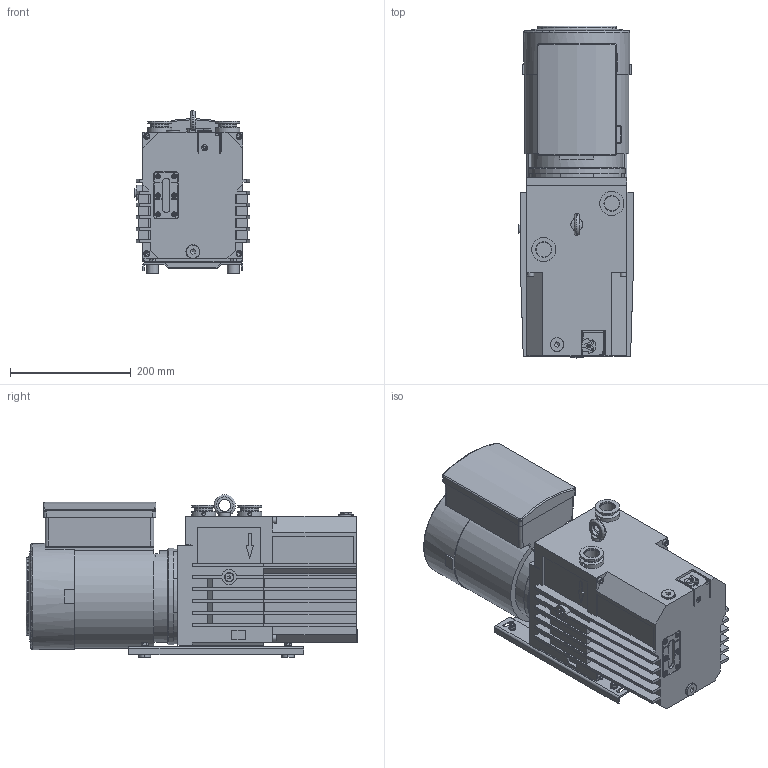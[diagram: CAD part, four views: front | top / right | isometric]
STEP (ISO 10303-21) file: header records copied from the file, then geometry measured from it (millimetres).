
FILE_DESCRIPTION((''),'2;1');
FILE_NAME('PK900247_SW.stp','2010-11-26T10:11:56',('WILLIG'),(''),'Autodesk Inventor 2009','Autodesk Inventor 2009','');
FILE_SCHEMA(('CONFIG_CONTROL_DESIGN'));
Length unit declared in the file: millimetre
Products named in the file (1): PK900247_SW
Bounding box: 191 x 550.5 x 270 mm (x, y, z)
Volume: 17244407.9 mm3; surface area: 798956.7 mm2
Topology: 71 solids, 71 shells, 1408 faces, 3425 edges, 2245 vertices
Faces by surface type: plane 820, cylinder 281, bspline 161, cone 101, torus 45
Full cylindrical faces by diameter (mm): 2.693 x1, 3 x2, 4 x8, 5 x4, 5.3 x3, 5.54 x1, 6 x8, 6.4 x8, 7 x7, 7.53 x1, 8 x4, 8.5 x4, 9 x2, 10 x12, 12 x8, 14 x1, 16.662 x2, 20 x2, 22 x2, 25 x2, 26.2 x2, 30 x4, 40 x5, 130 x1, 151.983 x1, 160 x1, 176 x1
Entity records: 44917 total; most frequent: CARTESIAN_POINT 12865, DIRECTION 5995, ORIENTED_EDGE 5930, EDGE_CURVE 2965, VERTEX_POINT 2095, AXIS2_PLACEMENT_3D 2080, EDGE_LOOP 1878, VECTOR 1835
